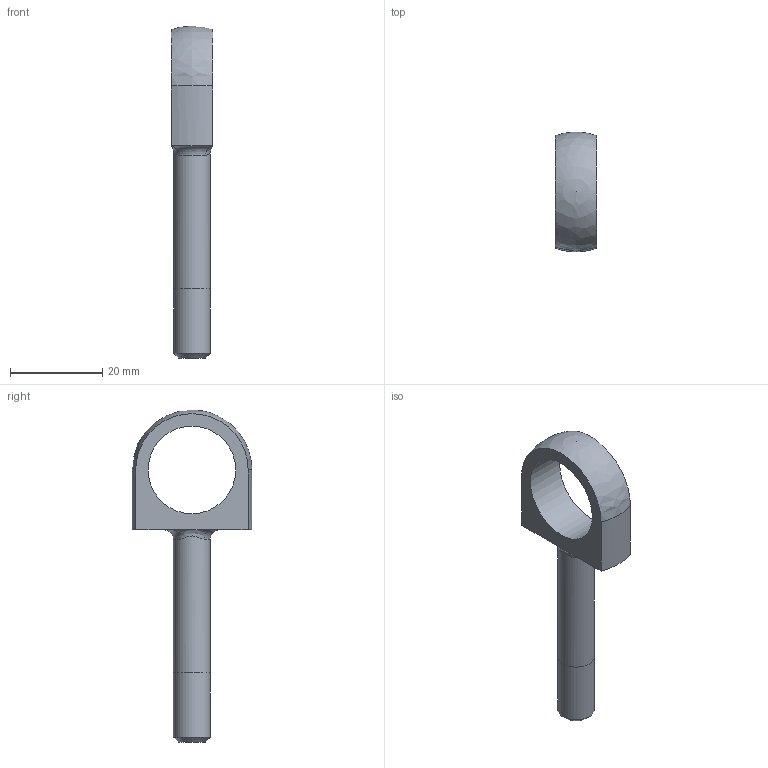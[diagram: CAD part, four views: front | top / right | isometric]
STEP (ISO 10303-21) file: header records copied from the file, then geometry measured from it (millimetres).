
FILE_DESCRIPTION(/* description */ ('VOILURE + EMPENNAGE SUPER EMERAUDE'),/* implementation_level */ '2;1');
FILE_NAME(/* name */ 'EMBOUT_M8x15_L=46mm',/* time_stamp */ '2017-10-06T11:48:34+02:00',/* author */ ('AERODYNE'),/* organization */ ('IUT de CACHAN - INNOVLAB'),/* preprocessor_version */ 'ST-DEVELOPER v16',/* originating_system */ 'DEX',/* authorisation */ $);
FILE_SCHEMA (('AUTOMOTIVE_DESIGN {1 0 10303 214 3 1 1}'));
Length unit declared in the file: millimetre
Products named in the file (1): EMBOUT_M8x15_L=46mm
Bounding box: 9 x 25.97 x 72 mm (x, y, z)
Volume: 5041.5 mm3; surface area: 3030.8 mm2
Topology: 1 solids, 1 shells, 16 faces, 40 edges, 25 vertices
Faces by surface type: plane 5, cylinder 5, bspline 2, torus 2, sphere 1, cone 1
Full cylindrical faces by diameter (mm): 8 x2, 19 x1
Entity records: 656 total; most frequent: CARTESIAN_POINT 173, DIRECTION 78, ORIENTED_EDGE 62, AXIS2_PLACEMENT_3D 34, EDGE_CURVE 31, EDGE_LOOP 22, FACE_BOUND 22, VERTEX_POINT 21
